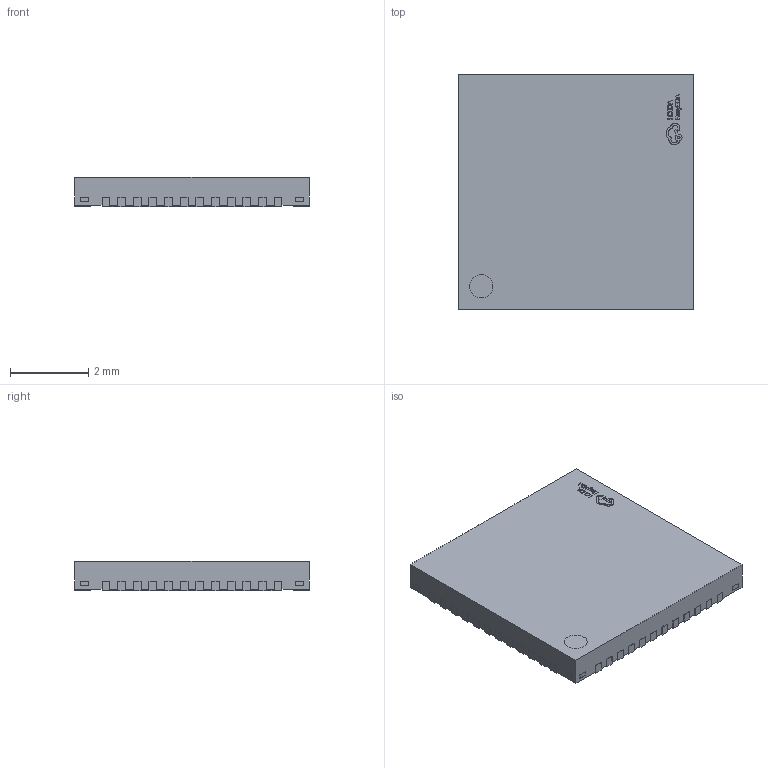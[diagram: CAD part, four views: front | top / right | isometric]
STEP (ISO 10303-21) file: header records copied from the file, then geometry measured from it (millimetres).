
FILE_DESCRIPTION(('FreeCAD Model'),'2;1');
FILE_NAME('Open CASCADE Shape Model','2024-03-27T17:36:20',(''),(''), 'Open CASCADE STEP processor 7.6','FreeCAD','Unknown');
FILE_SCHEMA(('AUTOMOTIVE_DESIGN { 1 0 10303 214 1 1 1 1 }'));
Length unit declared in the file: millimetre
Products named in the file (17): U1; WQFN-48_L6.0-W6.0-P0.40-BL-EP4.2; COMPOUND015; COMPOUND001; COMPOUND002; COMPOUND003; COMPOUND004; COMPOUND005; COMPOUND006; COMPOUND007; COMPOUND008; COMPOUND009; COMPOUND010; COMPOUND011; COMPOUND012; COMPOUND013; COMPOUND014
Assembly tree (16 placements, depth 4):
  U1
    WQFN-48_L6.0-W6.0-P0.40-BL-EP4.2
      COMPOUND015
        COMPOUND001
        COMPOUND002
        COMPOUND003
        COMPOUND004
        COMPOUND005
        COMPOUND006
        COMPOUND007
        COMPOUND008
        COMPOUND009
        COMPOUND010
        COMPOUND011
        COMPOUND012
        COMPOUND013
        COMPOUND014
Bounding box: 6.02 x 6.02 x 0.75 mm (x, y, z)
Volume: 26.5 mm3; surface area: 92.5 mm2
Topology: 14 solids, 14 shells, 574 faces, 1608 edges, 1072 vertices
Faces by surface type: plane 474, bspline 98, cylinder 2
Entity records: 21531 total; most frequent: CARTESIAN_POINT 4577, ORIENTED_EDGE 3216, DIRECTION 2398, EDGE_CURVE 1608, LINE 1404, VECTOR 1404, VERTEX_POINT 1072, FACE_BOUND 596
